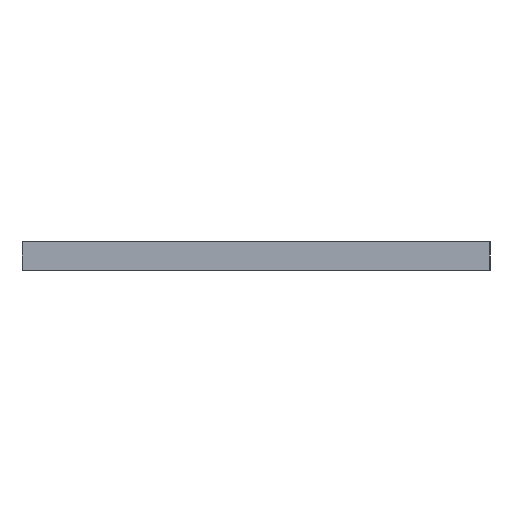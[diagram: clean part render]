
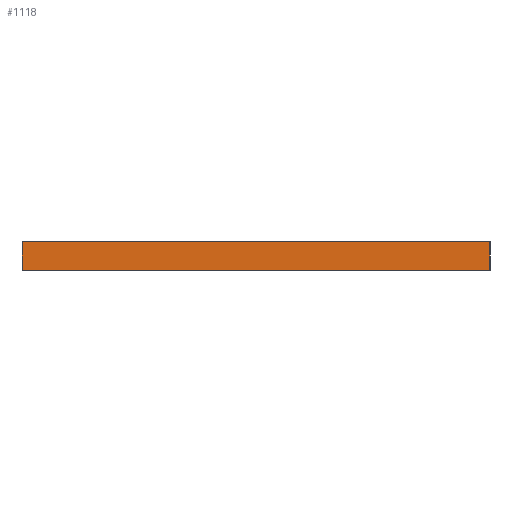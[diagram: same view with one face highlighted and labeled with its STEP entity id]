
A CAD part, left-side view. The second image highlights one B-rep face of the part: STEP entity #1118.
In plain terms, the highlighted planar face has unit normal (-1, 0, 0).
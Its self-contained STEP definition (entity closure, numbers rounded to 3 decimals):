
#129=FACE_OUTER_BOUND('',#182,.T.);
#182=EDGE_LOOP('',(#913,#914,#915,#916));
#331=LINE('',#1790,#458);
#332=LINE('',#1792,#459);
#333=LINE('',#1794,#460);
#334=LINE('',#1795,#461);
#458=VECTOR('',#1482,10.);
#459=VECTOR('',#1483,10.);
#460=VECTOR('',#1484,10.);
#461=VECTOR('',#1485,10.);
#564=VERTEX_POINT('',#1788);
#565=VERTEX_POINT('',#1789);
#566=VERTEX_POINT('',#1791);
#567=VERTEX_POINT('',#1793);
#713=EDGE_CURVE('',#564,#565,#331,.T.);
#714=EDGE_CURVE('',#564,#566,#332,.T.);
#715=EDGE_CURVE('',#567,#566,#333,.T.);
#716=EDGE_CURVE('',#565,#567,#334,.T.);
#913=ORIENTED_EDGE('',*,*,#713,.F.);
#914=ORIENTED_EDGE('',*,*,#714,.T.);
#915=ORIENTED_EDGE('',*,*,#715,.F.);
#916=ORIENTED_EDGE('',*,*,#716,.F.);
#1065=PLANE('',#1211);
#1118=ADVANCED_FACE('',(#129),#1065,.T.);
#1211=AXIS2_PLACEMENT_3D('',#1787,#1480,#1481);
#1480=DIRECTION('center_axis',(-1.,0.,0.));
#1481=DIRECTION('ref_axis',(0.,-1.,0.));
#1482=DIRECTION('',(0.,1.,0.));
#1483=DIRECTION('',(0.,0.,1.));
#1484=DIRECTION('',(0.,-1.,0.));
#1485=DIRECTION('',(0.,0.,1.));
#1787=CARTESIAN_POINT('Origin',(-150.,50.,0.));
#1788=CARTESIAN_POINT('',(-150.,-50.,0.));
#1789=CARTESIAN_POINT('',(-150.,50.,0.));
#1790=CARTESIAN_POINT('',(-150.,-50.,0.));
#1791=CARTESIAN_POINT('',(-150.,-50.,6.));
#1792=CARTESIAN_POINT('',(-150.,-50.,0.));
#1793=CARTESIAN_POINT('',(-150.,50.,6.));
#1794=CARTESIAN_POINT('',(-150.,-50.,6.));
#1795=CARTESIAN_POINT('',(-150.,50.,0.));
